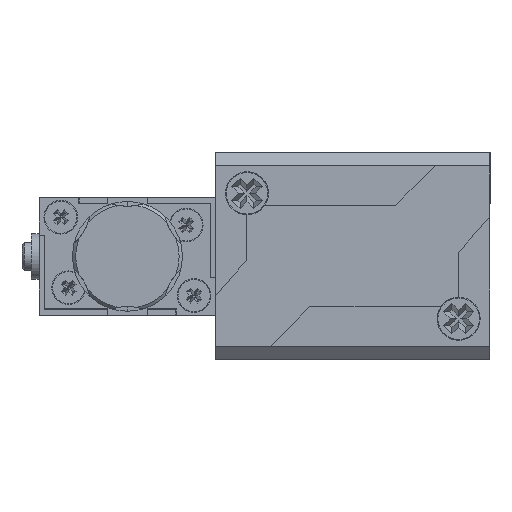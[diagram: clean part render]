
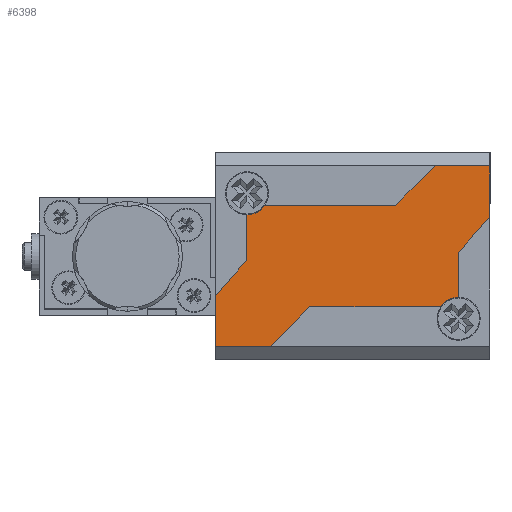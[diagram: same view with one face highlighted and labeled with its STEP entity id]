
A CAD part, left-side view. The second image highlights one B-rep face of the part: STEP entity #6398.
In plain terms, the highlighted face is planar.
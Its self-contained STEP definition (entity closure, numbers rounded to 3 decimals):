
#1971 = CIRCLE ( 'NONE', #21060, 2.75 ) ;
#2049 = LINE ( 'NONE', #3180, #2050 ) ;
#2050 = VECTOR ( 'NONE', #3181, 1000. ) ;
#2057 = LINE ( 'NONE', #3188, #2058 ) ;
#2058 = VECTOR ( 'NONE', #3189, 1000. ) ;
#2069 = LINE ( 'NONE', #3200, #2070 ) ;
#2070 = VECTOR ( 'NONE', #3201, 1000. ) ;
#2073 = LINE ( 'NONE', #3204, #2074 ) ;
#2074 = VECTOR ( 'NONE', #3205, 1000. ) ;
#2090 = LINE ( 'NONE', #3223, #2091 ) ;
#2091 = VECTOR ( 'NONE', #3224, 1000. ) ;
#2094 = LINE ( 'NONE', #3227, #2095 ) ;
#2095 = VECTOR ( 'NONE', #3228, 1000. ) ;
#2096 = LINE ( 'NONE', #3229, #2097 ) ;
#2097 = VECTOR ( 'NONE', #3230, 1000. ) ;
#2102 = LINE ( 'NONE', #3235, #2103 ) ;
#2103 = VECTOR ( 'NONE', #3236, 1000. ) ;
#2106 = LINE ( 'NONE', #3239, #2107 ) ;
#2107 = VECTOR ( 'NONE', #3240, 1000. ) ;
#2108 = LINE ( 'NONE', #3241, #2109 ) ;
#2109 = VECTOR ( 'NONE', #3242, 1000. ) ;
#2110 = LINE ( 'NONE', #3243, #2111 ) ;
#2111 = VECTOR ( 'NONE', #3244, 1000. ) ;
#2114 = LINE ( 'NONE', #3247, #2115 ) ;
#2115 = VECTOR ( 'NONE', #3248, 1000. ) ;
#2117 = CIRCLE ( 'NONE', #21070, 2.75 ) ;
#2485 = CARTESIAN_POINT ( 'NONE',  ( 11.5, -10.5, 4. ) ) ;
#2486 = CARTESIAN_POINT ( 'NONE',  ( 11.5, -17.5, 4. ) ) ;
#2488 = CARTESIAN_POINT ( 'NONE',  ( -11.5, 17.5, 4. ) ) ;
#2489 = CARTESIAN_POINT ( 'NONE',  ( -5., 17.5, 4. ) ) ;
#2493 = CARTESIAN_POINT ( 'NONE',  ( -11.5, 10.5, 4. ) ) ;
#2494 = CARTESIAN_POINT ( 'NONE',  ( 5., -17.5, 4. ) ) ;
#2499 = CARTESIAN_POINT ( 'NONE',  ( -6.5, 5.5, 4. ) ) ;
#2500 = CARTESIAN_POINT ( 'NONE',  ( -6.5, -11.195, 4. ) ) ;
#2501 = CARTESIAN_POINT ( 'NONE',  ( -5.25, -13.5, 4. ) ) ;
#2502 = CARTESIAN_POINT ( 'NONE',  ( 0.5, -13.5, 4. ) ) ;
#2503 = CARTESIAN_POINT ( 'NONE',  ( 6.5, -5.5, 4. ) ) ;
#3083 = CARTESIAN_POINT ( 'NONE',  ( 8., 13.5, 4. ) ) ;
#3084 = DIRECTION ( 'NONE',  ( 0., 0., 1. ) ) ;
#3085 = DIRECTION ( 'NONE',  ( 1., 0., 0. ) ) ;
#3180 = CARTESIAN_POINT ( 'NONE',  ( 11.5, -17.5, 4. ) ) ;
#3181 = DIRECTION ( 'NONE',  ( 0., 1., 0. ) ) ;
#3188 = CARTESIAN_POINT ( 'NONE',  ( -5., 17.5, 4. ) ) ;
#3189 = DIRECTION ( 'NONE',  ( -1., 0., 0. ) ) ;
#3200 = CARTESIAN_POINT ( 'NONE',  ( -11.5, 17.5, 4. ) ) ;
#3201 = DIRECTION ( 'NONE',  ( 0., -1., 0. ) ) ;
#3204 = CARTESIAN_POINT ( 'NONE',  ( 5., -17.5, 4. ) ) ;
#3205 = DIRECTION ( 'NONE',  ( 1., 0., 0. ) ) ;
#3223 = CARTESIAN_POINT ( 'NONE',  ( -11.5, 10.5, 4. ) ) ;
#3224 = DIRECTION ( 'NONE',  ( 0.707, -0.707, 0. ) ) ;
#3227 = CARTESIAN_POINT ( 'NONE',  ( -6.5, -13.5, 4. ) ) ;
#3228 = DIRECTION ( 'NONE',  ( 0., -1., 0. ) ) ;
#3229 = CARTESIAN_POINT ( 'NONE',  ( -6.5, -13.5, 4. ) ) ;
#3230 = DIRECTION ( 'NONE',  ( 1., 0., 0. ) ) ;
#3235 = CARTESIAN_POINT ( 'NONE',  ( 0.5, -13.5, 4. ) ) ;
#3236 = DIRECTION ( 'NONE',  ( 0.747, -0.664, 0. ) ) ;
#3239 = CARTESIAN_POINT ( 'NONE',  ( 6.5, -5.5, 4. ) ) ;
#3240 = DIRECTION ( 'NONE',  ( -0.707, 0.707, 0. ) ) ;
#3241 = CARTESIAN_POINT ( 'NONE',  ( 6.5, 13.5, 4. ) ) ;
#3242 = DIRECTION ( 'NONE',  ( 0., 1., 0. ) ) ;
#3243 = CARTESIAN_POINT ( 'NONE',  ( -0.5, 13.5, 4. ) ) ;
#3244 = DIRECTION ( 'NONE',  ( -1., 0., 0. ) ) ;
#3247 = CARTESIAN_POINT ( 'NONE',  ( -5., 17.5, 4. ) ) ;
#3248 = DIRECTION ( 'NONE',  ( -0.747, 0.664, 0. ) ) ;
#3249 = CARTESIAN_POINT ( 'NONE',  ( -8., -13.5, 4. ) ) ;
#3250 = DIRECTION ( 'NONE',  ( 0., 0., 1. ) ) ;
#3251 = DIRECTION ( 'NONE',  ( 1., 0., 0. ) ) ;
#3686 = ORIENTED_EDGE ( 'NONE', *, *, #21312, .F. ) ;
#3687 = ORIENTED_EDGE ( 'NONE', *, *, #21302, .T. ) ;
#3688 = ORIENTED_EDGE ( 'NONE', *, *, #21305, .T. ) ;
#3689 = ORIENTED_EDGE ( 'NONE', *, *, #21290, .T. ) ;
#3690 = ORIENTED_EDGE ( 'NONE', *, *, #21278, .T. ) ;
#3691 = ORIENTED_EDGE ( 'NONE', *, *, #21307, .T. ) ;
#3692 = ORIENTED_EDGE ( 'NONE', *, *, #21308, .T. ) ;
#3693 = ORIENTED_EDGE ( 'NONE', *, *, #21234, .F. ) ;
#3694 = ORIENTED_EDGE ( 'NONE', *, *, #21309, .T. ) ;
#3695 = ORIENTED_EDGE ( 'NONE', *, *, #21311, .T. ) ;
#3696 = ORIENTED_EDGE ( 'NONE', *, *, #21282, .T. ) ;
#3697 = ORIENTED_EDGE ( 'NONE', *, *, #21288, .T. ) ;
#3698 = ORIENTED_EDGE ( 'NONE', *, *, #21299, .T. ) ;
#3699 = ORIENTED_EDGE ( 'NONE', *, *, #21301, .T. ) ;
#6000 = VERTEX_POINT ( 'NONE', #13470 ) ;
#6001 = VERTEX_POINT ( 'NONE', #13471 ) ;
#6398 = ADVANCED_FACE ( 'NONE', ( #15483 ), #19607, .T. ) ;
#8282 = VERTEX_POINT ( 'NONE', #16288 ) ;
#9433 = EDGE_LOOP ( 'NONE', ( #3686, #3687, #3688, #3689, #3690, #3691, #3692, #3693, #3694, #3695, #3696, #3697, #3698, #3699 ) ) ;
#10168 = AXIS2_PLACEMENT_3D ( 'NONE', #15951, #15953, #15954 ) ;
#13470 = CARTESIAN_POINT ( 'NONE',  ( 5.25, 13.5, 4. ) ) ;
#13471 = CARTESIAN_POINT ( 'NONE',  ( 6.5, 11.195, 4. ) ) ;
#15483 = FACE_OUTER_BOUND ( 'NONE', #9433, .T. ) ;
#15951 = CARTESIAN_POINT ( 'NONE',  ( -11.5, 17.5, 4. ) ) ;
#15953 = DIRECTION ( 'NONE',  ( 0., 0., 1. ) ) ;
#15954 = DIRECTION ( 'NONE',  ( 1., 0., 0. ) ) ;
#16288 = CARTESIAN_POINT ( 'NONE',  ( -0.5, 13.5, 4. ) ) ;
#18055 = VERTEX_POINT ( 'NONE', #2485 ) ;
#18056 = VERTEX_POINT ( 'NONE', #2486 ) ;
#18058 = VERTEX_POINT ( 'NONE', #2488 ) ;
#18059 = VERTEX_POINT ( 'NONE', #2489 ) ;
#18063 = VERTEX_POINT ( 'NONE', #2493 ) ;
#18064 = VERTEX_POINT ( 'NONE', #2494 ) ;
#18069 = VERTEX_POINT ( 'NONE', #2499 ) ;
#18070 = VERTEX_POINT ( 'NONE', #2500 ) ;
#18071 = VERTEX_POINT ( 'NONE', #2501 ) ;
#18072 = VERTEX_POINT ( 'NONE', #2502 ) ;
#18073 = VERTEX_POINT ( 'NONE', #2503 ) ;
#19607 = PLANE ( 'NONE',  #10168 ) ;
#21060 = AXIS2_PLACEMENT_3D ( 'NONE', #3083, #3084, #3085 ) ;
#21070 = AXIS2_PLACEMENT_3D ( 'NONE', #3249, #3250, #3251 ) ;
#21234 = EDGE_CURVE ( 'NONE', #6000, #6001, #1971, .T. ) ;
#21278 = EDGE_CURVE ( 'NONE', #18056, #18055, #2049, .T. ) ;
#21282 = EDGE_CURVE ( 'NONE', #18059, #18058, #2057, .T. ) ;
#21288 = EDGE_CURVE ( 'NONE', #18058, #18063, #2069, .T. ) ;
#21290 = EDGE_CURVE ( 'NONE', #18064, #18056, #2073, .T. ) ;
#21299 = EDGE_CURVE ( 'NONE', #18063, #18069, #2090, .T. ) ;
#21301 = EDGE_CURVE ( 'NONE', #18069, #18070, #2094, .T. ) ;
#21302 = EDGE_CURVE ( 'NONE', #18071, #18072, #2096, .T. ) ;
#21305 = EDGE_CURVE ( 'NONE', #18072, #18064, #2102, .T. ) ;
#21307 = EDGE_CURVE ( 'NONE', #18055, #18073, #2106, .T. ) ;
#21308 = EDGE_CURVE ( 'NONE', #18073, #6001, #2108, .T. ) ;
#21309 = EDGE_CURVE ( 'NONE', #6000, #8282, #2110, .T. ) ;
#21311 = EDGE_CURVE ( 'NONE', #8282, #18059, #2114, .T. ) ;
#21312 = EDGE_CURVE ( 'NONE', #18071, #18070, #2117, .T. ) ;
